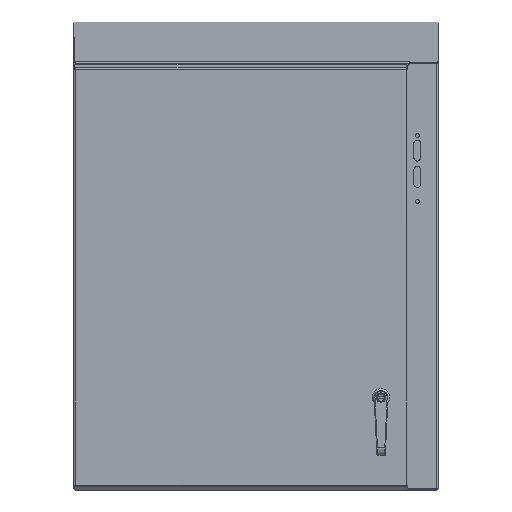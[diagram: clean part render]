
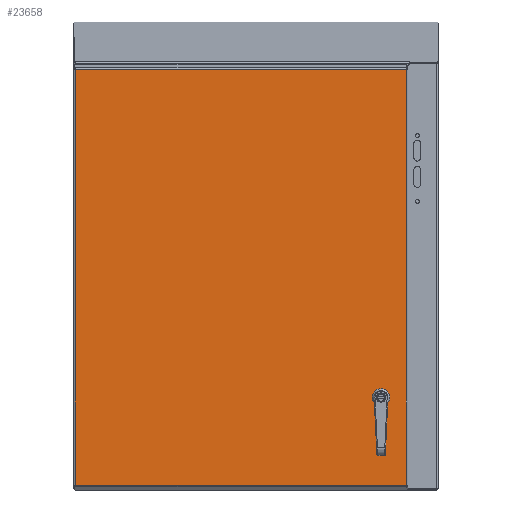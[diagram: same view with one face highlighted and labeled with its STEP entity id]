
A CAD part, top view. The second image highlights one B-rep face of the part: STEP entity #23658.
In plain terms, the highlighted planar face has unit normal (0, 0, 1).
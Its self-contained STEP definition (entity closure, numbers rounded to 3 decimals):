
#1199=FACE_BOUND('',#3997,.T.);
#1200=FACE_BOUND('',#3998,.T.);
#1712=PLANE('',#25280);
#3997=EDGE_LOOP('',(#17020,#17021,#17022,#17023,#17024,#17025,#17026,#17027));
#3998=EDGE_LOOP('',(#17028,#17029,#17030,#17031));
#5921=LINE('',#36628,#7709);
#5925=LINE('',#36640,#7713);
#5929=LINE('',#36652,#7717);
#5933=LINE('',#36662,#7721);
#5939=LINE('',#36697,#7727);
#5969=LINE('',#36985,#7757);
#5985=LINE('',#37275,#7773);
#5987=LINE('',#37279,#7775);
#7709=VECTOR('',#28508,0.427);
#7713=VECTOR('',#28520,0.427);
#7717=VECTOR('',#28532,0.427);
#7721=VECTOR('',#28544,0.427);
#7727=VECTOR('',#28554,29.646);
#7757=VECTOR('',#28606,29.646);
#7773=VECTOR('',#28640,23.602);
#7775=VECTOR('',#28646,23.602);
#9197=CIRCLE('',#25241,0.453);
#9199=CIRCLE('',#25245,0.453);
#9201=CIRCLE('',#25249,0.453);
#9203=CIRCLE('',#25253,0.453);
#10548=VERTEX_POINT('',#36619);
#10549=VERTEX_POINT('',#36621);
#10551=VERTEX_POINT('',#36627);
#10553=VERTEX_POINT('',#36633);
#10555=VERTEX_POINT('',#36639);
#10557=VERTEX_POINT('',#36645);
#10559=VERTEX_POINT('',#36651);
#10561=VERTEX_POINT('',#36657);
#10567=VERTEX_POINT('',#36674);
#10570=VERTEX_POINT('',#36689);
#10594=VERTEX_POINT('',#36943);
#10596=VERTEX_POINT('',#36984);
#12943=EDGE_CURVE('',#10549,#10548,#9197,.T.);
#12946=EDGE_CURVE('',#10551,#10549,#5921,.T.);
#12949=EDGE_CURVE('',#10553,#10551,#9199,.T.);
#12952=EDGE_CURVE('',#10555,#10553,#5925,.T.);
#12955=EDGE_CURVE('',#10557,#10555,#9201,.T.);
#12958=EDGE_CURVE('',#10559,#10557,#5929,.T.);
#12961=EDGE_CURVE('',#10561,#10559,#9203,.T.);
#12964=EDGE_CURVE('',#10548,#10561,#5933,.T.);
#12973=EDGE_CURVE('',#10567,#10570,#5939,.T.);
#13017=EDGE_CURVE('',#10596,#10594,#5969,.T.);
#13047=EDGE_CURVE('',#10570,#10596,#5985,.T.);
#13049=EDGE_CURVE('',#10594,#10567,#5987,.T.);
#17020=ORIENTED_EDGE('',*,*,#12943,.T.);
#17021=ORIENTED_EDGE('',*,*,#12964,.T.);
#17022=ORIENTED_EDGE('',*,*,#12961,.T.);
#17023=ORIENTED_EDGE('',*,*,#12958,.T.);
#17024=ORIENTED_EDGE('',*,*,#12955,.T.);
#17025=ORIENTED_EDGE('',*,*,#12952,.T.);
#17026=ORIENTED_EDGE('',*,*,#12949,.T.);
#17027=ORIENTED_EDGE('',*,*,#12946,.T.);
#17028=ORIENTED_EDGE('',*,*,#13049,.T.);
#17029=ORIENTED_EDGE('',*,*,#12973,.T.);
#17030=ORIENTED_EDGE('',*,*,#13047,.T.);
#17031=ORIENTED_EDGE('',*,*,#13017,.T.);
#23658=ADVANCED_FACE('',(#1199,#1200),#1712,.T.);
#25241=AXIS2_PLACEMENT_3D('',#36622,#28502,#28503);
#25245=AXIS2_PLACEMENT_3D('',#36634,#28514,#28515);
#25249=AXIS2_PLACEMENT_3D('',#36646,#28526,#28527);
#25253=AXIS2_PLACEMENT_3D('',#36658,#28538,#28539);
#25280=AXIS2_PLACEMENT_3D('',#37281,#28649,#28650);
#28502=DIRECTION('center_axis',(0.,0.,-1.));
#28503=DIRECTION('ref_axis',(0.882,0.471,0.));
#28508=DIRECTION('',(1.,0.,0.));
#28514=DIRECTION('center_axis',(0.,0.,-1.));
#28515=DIRECTION('ref_axis',(-0.471,0.882,0.));
#28520=DIRECTION('',(0.,1.,0.));
#28526=DIRECTION('center_axis',(0.,0.,-1.));
#28527=DIRECTION('ref_axis',(-0.882,-0.471,0.));
#28532=DIRECTION('',(-1.,0.,0.));
#28538=DIRECTION('center_axis',(0.,0.,-1.));
#28539=DIRECTION('ref_axis',(0.471,-0.882,0.));
#28544=DIRECTION('',(0.,-1.,0.));
#28554=DIRECTION('',(0.,1.,0.));
#28606=DIRECTION('',(0.,-1.,0.));
#28640=DIRECTION('',(-1.,0.,0.));
#28646=DIRECTION('',(1.,0.,0.));
#28649=DIRECTION('center_axis',(0.,0.,1.));
#28650=DIRECTION('ref_axis',(1.,0.,0.));
#36619=CARTESIAN_POINT('',(21.873,-22.76,0.074));
#36621=CARTESIAN_POINT('',(21.687,-22.574,0.074));
#36622=CARTESIAN_POINT('Origin',(21.474,-22.974,0.074));
#36627=CARTESIAN_POINT('',(21.26,-22.574,0.074));
#36628=CARTESIAN_POINT('',(16.578,-22.574,0.074));
#36633=CARTESIAN_POINT('',(21.074,-22.76,0.074));
#36634=CARTESIAN_POINT('Origin',(21.474,-22.974,0.074));
#36639=CARTESIAN_POINT('',(21.074,-23.187,0.074));
#36640=CARTESIAN_POINT('',(21.074,-18.578,0.074));
#36645=CARTESIAN_POINT('',(21.26,-23.373,0.074));
#36646=CARTESIAN_POINT('Origin',(21.474,-22.974,0.074));
#36651=CARTESIAN_POINT('',(21.687,-23.373,0.074));
#36652=CARTESIAN_POINT('',(16.364,-23.373,0.074));
#36657=CARTESIAN_POINT('',(21.873,-23.187,0.074));
#36658=CARTESIAN_POINT('Origin',(21.474,-22.974,0.074));
#36662=CARTESIAN_POINT('',(21.873,-18.792,0.074));
#36674=CARTESIAN_POINT('',(23.269,-29.22,0.074));
#36689=CARTESIAN_POINT('',(23.269,0.426,0.074));
#36697=CARTESIAN_POINT('',(23.269,-21.845,0.074));
#36943=CARTESIAN_POINT('',(-0.333,-29.22,0.074));
#36984=CARTESIAN_POINT('',(-0.333,0.426,0.074));
#36985=CARTESIAN_POINT('',(-0.333,-6.948,0.074));
#37275=CARTESIAN_POINT('',(17.368,0.426,0.074));
#37279=CARTESIAN_POINT('',(5.567,-29.22,0.074));
#37281=CARTESIAN_POINT('Origin',(11.468,-14.397,0.074));
